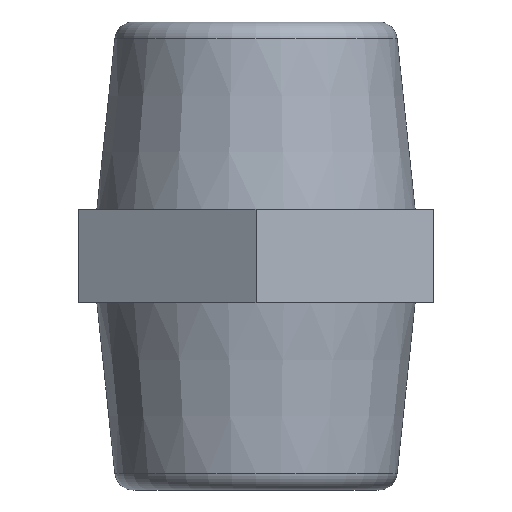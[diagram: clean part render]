
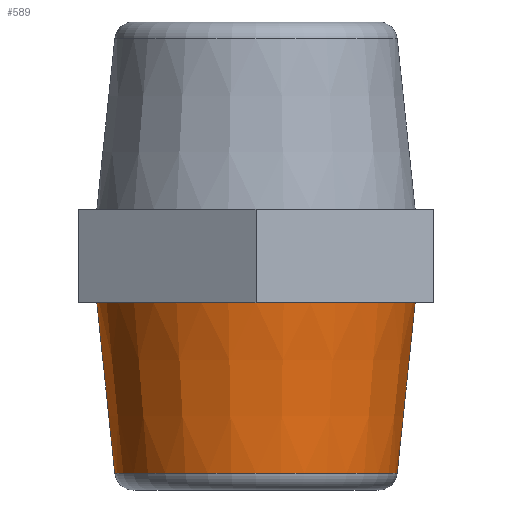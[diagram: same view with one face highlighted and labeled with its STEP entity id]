
A CAD part, front view. The second image highlights one B-rep face of the part: STEP entity #589.
In plain terms, the highlighted conical face has half-angle 6 degrees and reference radius 8.5 mm.
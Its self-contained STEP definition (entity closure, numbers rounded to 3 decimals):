
#14=CONICAL_SURFACE('',#656,8.5,0.105);
#49=FACE_OUTER_BOUND('',#84,.T.);
#84=EDGE_LOOP('',(#457,#458,#459,#460,#461));
#114=CIRCLE('',#650,7.543);
#115=CIRCLE('',#651,7.543);
#119=CIRCLE('',#657,8.5);
#163=LINE('',#959,#220);
#220=VECTOR('',#780,8.5);
#272=VERTEX_POINT('',#947);
#273=VERTEX_POINT('',#948);
#276=VERTEX_POINT('',#958);
#341=EDGE_CURVE('',#272,#273,#114,.T.);
#342=EDGE_CURVE('',#273,#272,#115,.T.);
#346=EDGE_CURVE('',#273,#276,#163,.T.);
#347=EDGE_CURVE('',#276,#276,#119,.T.);
#457=ORIENTED_EDGE('',*,*,#341,.F.);
#458=ORIENTED_EDGE('',*,*,#342,.F.);
#459=ORIENTED_EDGE('',*,*,#346,.T.);
#460=ORIENTED_EDGE('',*,*,#347,.F.);
#461=ORIENTED_EDGE('',*,*,#346,.F.);
#589=ADVANCED_FACE('',(#49),#14,.T.);
#650=AXIS2_PLACEMENT_3D('',#949,#766,#767);
#651=AXIS2_PLACEMENT_3D('',#950,#768,#769);
#656=AXIS2_PLACEMENT_3D('',#957,#778,#779);
#657=AXIS2_PLACEMENT_3D('',#960,#781,#782);
#766=DIRECTION('center_axis',(0.,0.,-1.));
#767=DIRECTION('ref_axis',(1.,0.,0.));
#768=DIRECTION('center_axis',(0.,0.,-1.));
#769=DIRECTION('ref_axis',(1.,0.,0.));
#778=DIRECTION('center_axis',(0.,0.,1.));
#779=DIRECTION('ref_axis',(-1.,0.,0.));
#780=DIRECTION('',(0.105,0.,0.995));
#781=DIRECTION('center_axis',(0.,0.,1.));
#782=DIRECTION('ref_axis',(-1.,0.,0.));
#947=CARTESIAN_POINT('',(-7.543,0.,-9.105));
#948=CARTESIAN_POINT('',(7.543,0.,-9.105));
#949=CARTESIAN_POINT('Origin',(0.,0.,-9.105));
#950=CARTESIAN_POINT('Origin',(0.,0.,-9.105));
#957=CARTESIAN_POINT('Origin',(0.,0.,0.));
#958=CARTESIAN_POINT('',(8.5,0.,0.));
#959=CARTESIAN_POINT('',(8.5,0.,0.));
#960=CARTESIAN_POINT('Origin',(0.,0.,0.));
